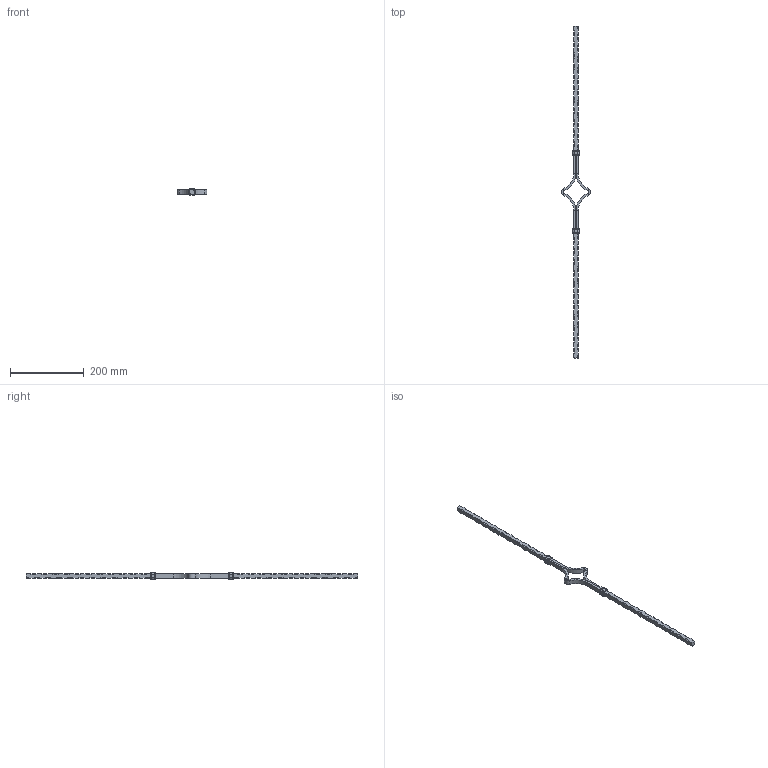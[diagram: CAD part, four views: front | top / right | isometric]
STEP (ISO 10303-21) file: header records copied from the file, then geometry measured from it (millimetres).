
FILE_DESCRIPTION (( 'STEP AP203' ), '1' );
FILE_NAME ('9054-S.step', '2023-06-15T13:44:00', ( '' ), ( '' ), 'SwSTEP 2.0', 'SolidWorks 2018', '' );
FILE_SCHEMA (( 'CONFIG_CONTROL_DESIGN' ));
Length unit declared in the file: millimetre
Products named in the file (1): 9054-S
Bounding box: 80 x 900 x 18 mm (x, y, z)
Volume: 132375 mm3; surface area: 52587.9 mm2
Topology: 3 solids, 3 shells, 654 faces, 1759 edges, 946 vertices
Faces by surface type: plane 255, torus 164, cylinder 126, bspline 109
Entity records: 23868 total; most frequent: CARTESIAN_POINT 9001, ORIENTED_EDGE 3158, DIRECTION 2955, EDGE_CURVE 1579, AXIS2_PLACEMENT_3D 1048, VERTEX_POINT 946, LINE 859, VECTOR 859
